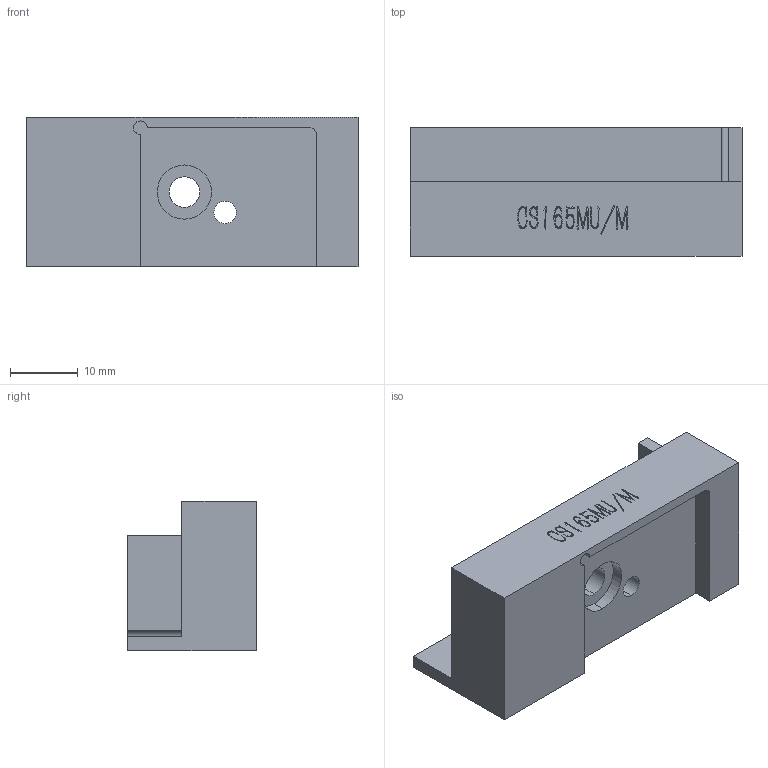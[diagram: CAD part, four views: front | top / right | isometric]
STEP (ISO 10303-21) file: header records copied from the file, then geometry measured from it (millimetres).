
FILE_DESCRIPTION (( 'STEP AP203' ), '1' );
FILE_NAME ('16_adp_cam_dec.STEP', '2021-11-03T13:09:10', ( '' ), ( '' ), 'SwSTEP 2.0', 'SolidWorks 2020', '' );
FILE_SCHEMA (( 'CONFIG_CONTROL_DESIGN' ));
Length unit declared in the file: millimetre
Products named in the file (1): 16_adp_cam_dec
Bounding box: 49 x 19 x 22 mm (x, y, z)
Volume: 11077.5 mm3; surface area: 5157.1 mm2
Topology: 1 solids, 1 shells, 201 faces, 564 edges, 376 vertices
Faces by surface type: plane 119, bspline 73, cylinder 9
Entity records: 10123 total; most frequent: CARTESIAN_POINT 5335, ORIENTED_EDGE 1128, DIRECTION 694, EDGE_CURVE 564, VECTOR 400, LINE 400, VERTEX_POINT 376, EDGE_LOOP 216
